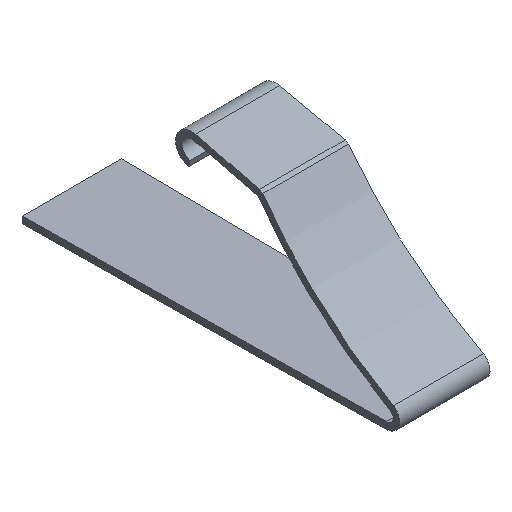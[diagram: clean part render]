
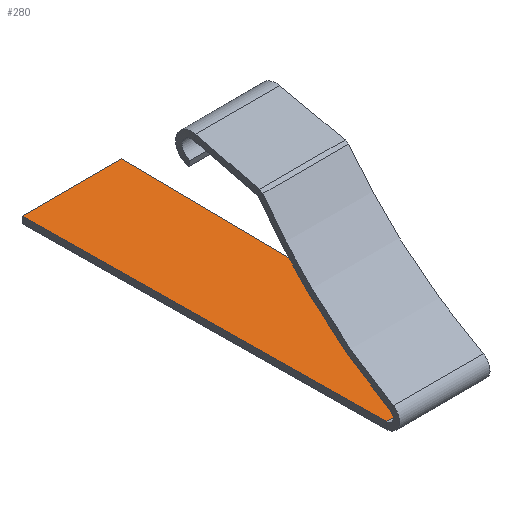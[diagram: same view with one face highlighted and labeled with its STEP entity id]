
A CAD part, isometric view. The second image highlights one B-rep face of the part: STEP entity #280.
In plain terms, the highlighted planar face has unit normal (0, 0, 1).
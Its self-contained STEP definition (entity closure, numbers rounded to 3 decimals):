
#31 = PLANE('',#32);
#32 = AXIS2_PLACEMENT_3D('',#33,#34,#35);
#33 = CARTESIAN_POINT('',(0.,0.,0.04)
  );
#34 = DIRECTION('',(0.,-1.,0.));
#35 = DIRECTION('',(0.,0.,1.));
#54 = VERTEX_POINT('',#55);
#55 = CARTESIAN_POINT('',(0.6,0.,0.08));
#67 = B_SPLINE_SURFACE_WITH_KNOTS('',1,1,(
    (#68,#69)
    ,(#70,#71)),.UNSPECIFIED.,.F.,.F.,.F.,(2,2),(2,2),(1.,2.),(0.,4.35),
  .PIECEWISE_BEZIER_KNOTS.);
#68 = CARTESIAN_POINT('',(0.6,0.,0.));
#69 = CARTESIAN_POINT('',(0.548,-4.35,0.));
#70 = CARTESIAN_POINT('',(0.6,0.,0.08));
#71 = CARTESIAN_POINT('',(0.548,-4.341,
    0.079));
#79 = EDGE_CURVE('',#54,#80,#82,.T.);
#80 = VERTEX_POINT('',#81);
#81 = CARTESIAN_POINT('',(-0.6,0.,0.08));
#82 = SURFACE_CURVE('',#83,(#86,#92),.PCURVE_S1.);
#83 = B_SPLINE_CURVE_WITH_KNOTS('',1,(#84,#85),.UNSPECIFIED.,.F.,.F.,(2,
    2),(2.,3.),.PIECEWISE_BEZIER_KNOTS.);
#84 = CARTESIAN_POINT('',(0.6,0.,0.08));
#85 = CARTESIAN_POINT('',(-0.6,0.,0.08));
#86 = PCURVE('',#31,#87);
#87 = DEFINITIONAL_REPRESENTATION('',(#88),#91);
#88 = B_SPLINE_CURVE_WITH_KNOTS('',1,(#89,#90),.UNSPECIFIED.,.F.,.F.,(2,
    2),(2.,3.),.PIECEWISE_BEZIER_KNOTS.);
#89 = CARTESIAN_POINT('',(0.04,-0.6));
#90 = CARTESIAN_POINT('',(0.04,0.6));
#91 = ( GEOMETRIC_REPRESENTATION_CONTEXT(2) 
PARAMETRIC_REPRESENTATION_CONTEXT() REPRESENTATION_CONTEXT('2D SPACE',''
  ) );
#92 = PCURVE('',#93,#98);
#93 = PLANE('',#94);
#94 = AXIS2_PLACEMENT_3D('',#95,#96,#97);
#95 = CARTESIAN_POINT('',(0.,-2.17,
    0.079));
#96 = DIRECTION('',(0.,0.,
    1.));
#97 = DIRECTION('',(-1.,0.,0.));
#98 = DEFINITIONAL_REPRESENTATION('',(#99),#102);
#99 = B_SPLINE_CURVE_WITH_KNOTS('',1,(#100,#101),.UNSPECIFIED.,.F.,.F.,(
    2,2),(2.,3.),.PIECEWISE_BEZIER_KNOTS.);
#100 = CARTESIAN_POINT('',(-0.6,-2.17));
#101 = CARTESIAN_POINT('',(0.6,-2.17));
#102 = ( GEOMETRIC_REPRESENTATION_CONTEXT(2) 
PARAMETRIC_REPRESENTATION_CONTEXT() REPRESENTATION_CONTEXT('2D SPACE',''
  ) );
#116 = B_SPLINE_SURFACE_WITH_KNOTS('',1,1,(
    (#117,#118)
    ,(#119,#120
    )),.UNSPECIFIED.,.F.,.F.,.F.,(2,2),(2,2),(3.,4.),(0.,4.35),
  .PIECEWISE_BEZIER_KNOTS.);
#117 = CARTESIAN_POINT('',(-0.6,0.,0.08));
#118 = CARTESIAN_POINT('',(-0.548,-4.341,
    0.079));
#119 = CARTESIAN_POINT('',(-0.6,0.,0.));
#120 = CARTESIAN_POINT('',(-0.548,-4.35,0.));
#219 = EDGE_CURVE('',#54,#220,#222,.T.);
#220 = VERTEX_POINT('',#221);
#221 = CARTESIAN_POINT('',(0.548,-4.341,
    0.079));
#222 = SURFACE_CURVE('',#223,(#226,#233),.PCURVE_S1.);
#223 = B_SPLINE_CURVE_WITH_KNOTS('',1,(#224,#225),.UNSPECIFIED.,.F.,.F.,
  (2,2),(0.,4.35),.PIECEWISE_BEZIER_KNOTS.);
#224 = CARTESIAN_POINT('',(0.6,0.,0.08));
#225 = CARTESIAN_POINT('',(0.548,-4.341,
    0.079));
#226 = PCURVE('',#67,#227);
#227 = DEFINITIONAL_REPRESENTATION('',(#228),#232);
#228 = LINE('',#229,#230);
#229 = CARTESIAN_POINT('',(2.,0.));
#230 = VECTOR('',#231,1.);
#231 = DIRECTION('',(0.,1.));
#232 = ( GEOMETRIC_REPRESENTATION_CONTEXT(2) 
PARAMETRIC_REPRESENTATION_CONTEXT() REPRESENTATION_CONTEXT('2D SPACE',''
  ) );
#233 = PCURVE('',#93,#234);
#234 = DEFINITIONAL_REPRESENTATION('',(#235),#238);
#235 = B_SPLINE_CURVE_WITH_KNOTS('',1,(#236,#237),.UNSPECIFIED.,.F.,.F.,
  (2,2),(0.,4.35),.PIECEWISE_BEZIER_KNOTS.);
#236 = CARTESIAN_POINT('',(-0.6,-2.17));
#237 = CARTESIAN_POINT('',(-0.548,2.17));
#238 = ( GEOMETRIC_REPRESENTATION_CONTEXT(2) 
PARAMETRIC_REPRESENTATION_CONTEXT() REPRESENTATION_CONTEXT('2D SPACE',''
  ) );
#280 = ADVANCED_FACE('',(#281),#93,.T.);
#281 = FACE_BOUND('',#282,.T.);
#282 = EDGE_LOOP('',(#283,#284,#285,#306));
#283 = ORIENTED_EDGE('',*,*,#219,.F.);
#284 = ORIENTED_EDGE('',*,*,#79,.T.);
#285 = ORIENTED_EDGE('',*,*,#286,.T.);
#286 = EDGE_CURVE('',#80,#287,#289,.T.);
#287 = VERTEX_POINT('',#288);
#288 = CARTESIAN_POINT('',(-0.548,-4.341,
    0.079));
#289 = SURFACE_CURVE('',#290,(#293,#299),.PCURVE_S1.);
#290 = B_SPLINE_CURVE_WITH_KNOTS('',1,(#291,#292),.UNSPECIFIED.,.F.,.F.,
  (2,2),(0.,4.35),.PIECEWISE_BEZIER_KNOTS.);
#291 = CARTESIAN_POINT('',(-0.6,0.,0.08));
#292 = CARTESIAN_POINT('',(-0.548,-4.341,
    0.079));
#293 = PCURVE('',#93,#294);
#294 = DEFINITIONAL_REPRESENTATION('',(#295),#298);
#295 = B_SPLINE_CURVE_WITH_KNOTS('',1,(#296,#297),.UNSPECIFIED.,.F.,.F.,
  (2,2),(0.,4.35),.PIECEWISE_BEZIER_KNOTS.);
#296 = CARTESIAN_POINT('',(0.6,-2.17));
#297 = CARTESIAN_POINT('',(0.548,2.17));
#298 = ( GEOMETRIC_REPRESENTATION_CONTEXT(2) 
PARAMETRIC_REPRESENTATION_CONTEXT() REPRESENTATION_CONTEXT('2D SPACE',''
  ) );
#299 = PCURVE('',#116,#300);
#300 = DEFINITIONAL_REPRESENTATION('',(#301),#305);
#301 = LINE('',#302,#303);
#302 = CARTESIAN_POINT('',(3.,0.));
#303 = VECTOR('',#304,1.);
#304 = DIRECTION('',(0.,1.));
#305 = ( GEOMETRIC_REPRESENTATION_CONTEXT(2) 
PARAMETRIC_REPRESENTATION_CONTEXT() REPRESENTATION_CONTEXT('2D SPACE',''
  ) );
#306 = ORIENTED_EDGE('',*,*,#307,.F.);
#307 = EDGE_CURVE('',#220,#287,#308,.T.);
#308 = SURFACE_CURVE('',#309,(#312,#318),.PCURVE_S1.);
#309 = B_SPLINE_CURVE_WITH_KNOTS('',1,(#310,#311),.UNSPECIFIED.,.F.,.F.,
  (2,2),(2.,3.),.PIECEWISE_BEZIER_KNOTS.);
#310 = CARTESIAN_POINT('',(0.548,-4.341,
    0.079));
#311 = CARTESIAN_POINT('',(-0.548,-4.341,
    0.079));
#312 = PCURVE('',#93,#313);
#313 = DEFINITIONAL_REPRESENTATION('',(#314),#317);
#314 = B_SPLINE_CURVE_WITH_KNOTS('',1,(#315,#316),.UNSPECIFIED.,.F.,.F.,
  (2,2),(2.,3.),.PIECEWISE_BEZIER_KNOTS.);
#315 = CARTESIAN_POINT('',(-0.548,2.17));
#316 = CARTESIAN_POINT('',(0.548,2.17));
#317 = ( GEOMETRIC_REPRESENTATION_CONTEXT(2) 
PARAMETRIC_REPRESENTATION_CONTEXT() REPRESENTATION_CONTEXT('2D SPACE',''
  ) );
#318 = PCURVE('',#319,#338);
#319 = B_SPLINE_SURFACE_WITH_KNOTS('',1,8,(
    (#320,#321,#322,#323,#324,#325,#326,#327,#328)
    ,(#329,#330,#331,#332,#333,#334,#335,#336,#337
  )),.UNSPECIFIED.,.F.,.F.,.F.,(2,2),(9,9),(2.,3.),(1.571,
    4.22),.PIECEWISE_BEZIER_KNOTS.);
#320 = CARTESIAN_POINT('',(0.548,-4.341,
    0.079));
#321 = CARTESIAN_POINT('',(0.547,-4.364,
    0.076));
#322 = CARTESIAN_POINT('',(0.547,-4.389,
    0.081));
#323 = CARTESIAN_POINT('',(0.546,-4.411,
    0.097));
#324 = CARTESIAN_POINT('',(0.546,-4.426,0.119
    ));
#325 = CARTESIAN_POINT('',(0.545,-4.431,0.146)
  );
#326 = CARTESIAN_POINT('',(0.544,-4.426,0.172
    ));
#327 = CARTESIAN_POINT('',(0.544,-4.412,0.194
    ));
#328 = CARTESIAN_POINT('',(0.543,-4.393,0.208
    ));
#329 = CARTESIAN_POINT('',(-0.548,-4.341,
    0.079));
#330 = CARTESIAN_POINT('',(-0.547,-4.364,
    0.076));
#331 = CARTESIAN_POINT('',(-0.547,-4.389,
    0.081));
#332 = CARTESIAN_POINT('',(-0.546,-4.411,
    0.097));
#333 = CARTESIAN_POINT('',(-0.546,-4.426,
    0.119));
#334 = CARTESIAN_POINT('',(-0.545,-4.431,0.146
    ));
#335 = CARTESIAN_POINT('',(-0.544,-4.426,
    0.172));
#336 = CARTESIAN_POINT('',(-0.544,-4.412,
    0.194));
#337 = CARTESIAN_POINT('',(-0.543,-4.393,
    0.208));
#338 = DEFINITIONAL_REPRESENTATION('',(#339),#343);
#339 = LINE('',#340,#341);
#340 = CARTESIAN_POINT('',(0.,1.571));
#341 = VECTOR('',#342,1.);
#342 = DIRECTION('',(1.,0.));
#343 = ( GEOMETRIC_REPRESENTATION_CONTEXT(2) 
PARAMETRIC_REPRESENTATION_CONTEXT() REPRESENTATION_CONTEXT('2D SPACE',''
  ) );
